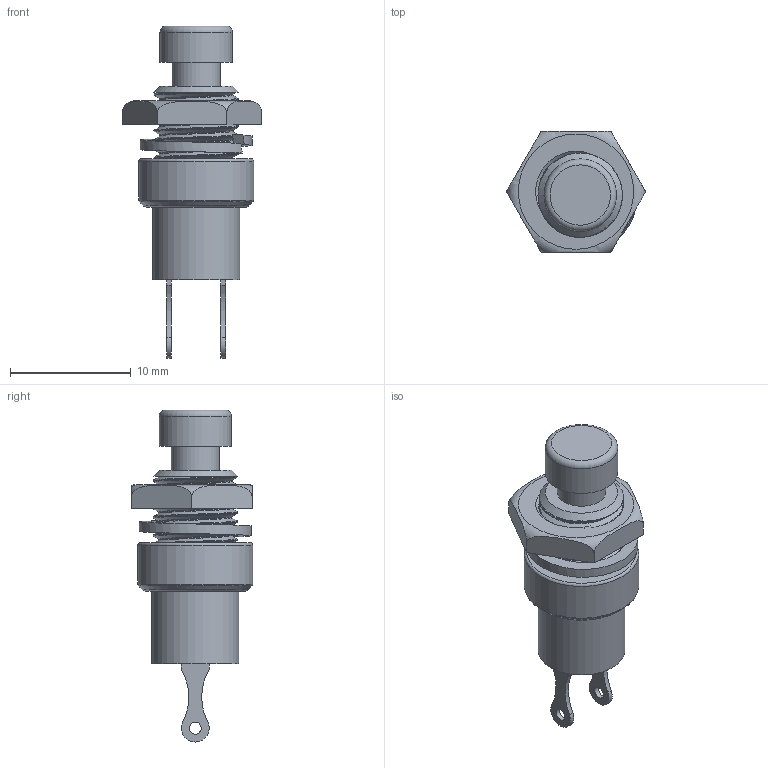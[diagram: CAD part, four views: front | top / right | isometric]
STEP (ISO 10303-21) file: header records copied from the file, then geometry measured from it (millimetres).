
FILE_DESCRIPTION(/* description */ ('','CAx-IF Rec.Pracs.---Representation and Presentation of Product Manufacturing Information (PMI)---3.8---2014-02-18'),/* implementation_level */ '2;1');
FILE_NAME(/* name */ 'Push button Switch Press reset switch PBS-110.stp',/* time_stamp */ '2016-11-12T21:31:49+01:00',/* author */ ('sergo'),/* organization */ (''),/* preprocessor_version */ 'ST-DEVELOPER v16.5',/* originating_system */ 'Autodesk Inventor 2017',/* authorisation */ '');
FILE_SCHEMA (('AP242_MANAGED_MODEL_BASED_3D_ENGINEERING_MIM_LF { 1 0 10303 442 1 1 4 }'));
Length unit declared in the file: millimetre
Products named in the file (4): Push button Switch Press reset switch PBS-110; Self reset PBS-110 7mm Momentary Push button Switch; Nut_M7x0.75; Spring
Assembly tree (3 placements, depth 2):
  Push button Switch Press reset switch PBS-110
    Self reset PBS-110 7mm Momentary Push button Switch
    Nut_M7x0.75
    Spring
Bounding box: 11.55 x 10.04 x 27.5 mm (x, y, z)
Volume: 971.9 mm3; surface area: 1284.4 mm2
Topology: 4 solids, 4 shells, 62 faces, 135 edges, 88 vertices
Faces by surface type: plane 27, cylinder 18, bspline 8, torus 5, cone 4
Full cylindrical faces by diameter (mm): 1 x2, 4 x1, 6 x1, 6.021 x2, 6.188 x1, 7.2 x1, 9.5 x1
Entity records: 4955 total; most frequent: CARTESIAN_POINT 3570, DIRECTION 252, ORIENTED_EDGE 230, EDGE_CURVE 115, AXIS2_PLACEMENT_3D 107, EDGE_LOOP 95, VERTEX_POINT 86, FACE_OUTER_BOUND 62
